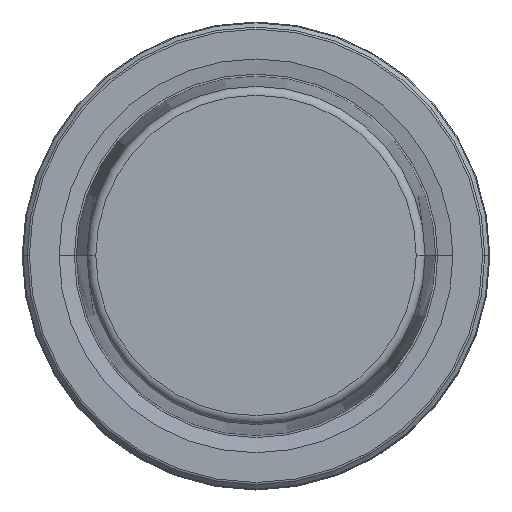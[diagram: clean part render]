
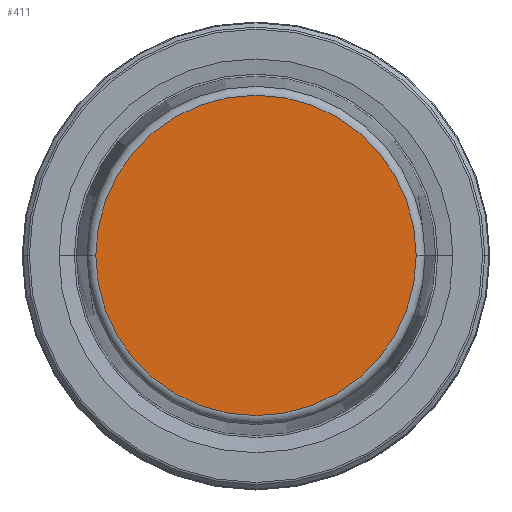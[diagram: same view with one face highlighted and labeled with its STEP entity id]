
A CAD part, top view. The second image highlights one B-rep face of the part: STEP entity #411.
In plain terms, the highlighted planar face has unit normal (0, 0, 1).
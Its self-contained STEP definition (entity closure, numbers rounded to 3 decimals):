
#59 = EDGE_LOOP ( 'NONE', ( #865, #1034 ) ) ;
#98 = CARTESIAN_POINT ( 'NONE',  ( 0., 0., 31.9 ) ) ;
#235 = CARTESIAN_POINT ( 'NONE',  ( 0., 0., 31.9 ) ) ;
#269 = EDGE_CURVE ( 'NONE', #561, #1187, #621, .T. ) ;
#300 = CARTESIAN_POINT ( 'NONE',  ( 21.581, 0., 31.9 ) ) ;
#316 = DIRECTION ( 'NONE',  ( 0., 0., -1. ) ) ;
#411 = ADVANCED_FACE ( 'NONE', ( #1002 ), #639, .F. ) ;
#475 = CARTESIAN_POINT ( 'NONE',  ( -21.581, 0., 31.9 ) ) ;
#561 = VERTEX_POINT ( 'NONE', #475 ) ;
#579 = CARTESIAN_POINT ( 'NONE',  ( 0., 0., 31.9 ) ) ;
#603 = AXIS2_PLACEMENT_3D ( 'NONE', #235, #1125, #984 ) ;
#611 = DIRECTION ( 'NONE',  ( 0., 0., 1. ) ) ;
#621 = CIRCLE ( 'NONE', #603, 21.581 ) ;
#633 = AXIS2_PLACEMENT_3D ( 'NONE', #98, #611, #1168 ) ;
#639 = PLANE ( 'NONE',  #762 ) ;
#762 = AXIS2_PLACEMENT_3D ( 'NONE', #579, #316, #1216 ) ;
#865 = ORIENTED_EDGE ( 'NONE', *, *, #1076, .T. ) ;
#984 = DIRECTION ( 'NONE',  ( 1., 0., 0. ) ) ;
#1002 = FACE_OUTER_BOUND ( 'NONE', #59, .T. ) ;
#1034 = ORIENTED_EDGE ( 'NONE', *, *, #269, .T. ) ;
#1075 = CIRCLE ( 'NONE', #633, 21.581 ) ;
#1076 = EDGE_CURVE ( 'NONE', #1187, #561, #1075, .T. ) ;
#1125 = DIRECTION ( 'NONE',  ( 0., 0., 1. ) ) ;
#1168 = DIRECTION ( 'NONE',  ( 1., 0., 0. ) ) ;
#1187 = VERTEX_POINT ( 'NONE', #300 ) ;
#1216 = DIRECTION ( 'NONE',  ( -1., 0., 0. ) ) ;
